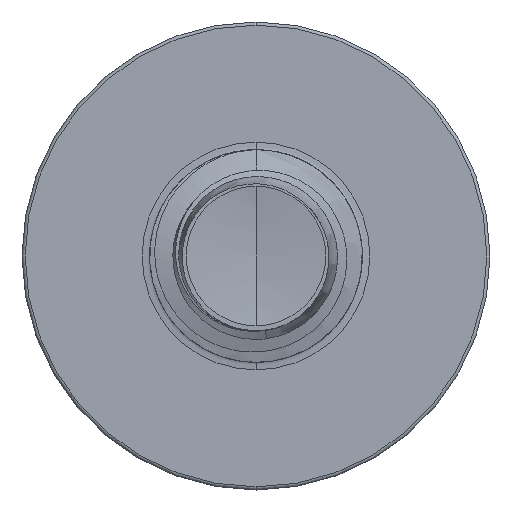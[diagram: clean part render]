
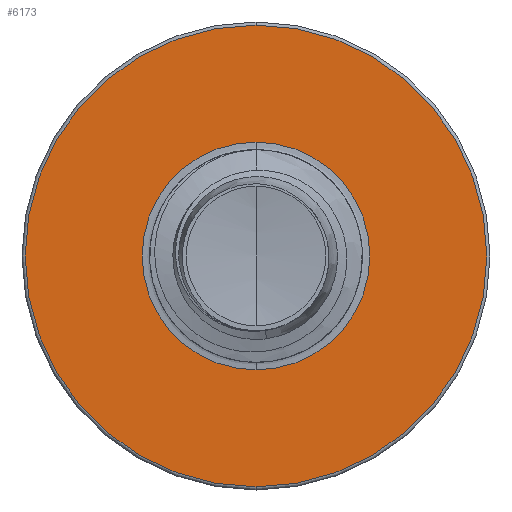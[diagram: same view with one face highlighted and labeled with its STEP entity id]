
A CAD part, front view. The second image highlights one B-rep face of the part: STEP entity #6173.
In plain terms, the highlighted planar face has unit normal (0, -1, 0).
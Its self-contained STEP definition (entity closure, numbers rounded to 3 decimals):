
#89 = CARTESIAN_POINT ( 'NONE',  ( 0., 16., 5.425 ) ) ;
#606 = ORIENTED_EDGE ( 'NONE', *, *, #27383, .T. ) ;
#2297 = CARTESIAN_POINT ( 'NONE',  ( 0., 16., 0. ) ) ;
#2770 = CARTESIAN_POINT ( 'NONE',  ( 0., 16., 0. ) ) ;
#5180 = DIRECTION ( 'NONE',  ( 0., 0., 1. ) ) ;
#5649 = DIRECTION ( 'NONE',  ( 0., 0., 1. ) ) ;
#6173 = ADVANCED_FACE ( 'NONE', ( #26193, #10885 ), #16285, .F. ) ;
#6405 = CARTESIAN_POINT ( 'NONE',  ( 0., 16., 0. ) ) ;
#6632 = CIRCLE ( 'NONE', #18369, 2.677 ) ;
#6746 = EDGE_CURVE ( 'NONE', #14656, #20575, #16737, .T. ) ;
#7462 = CARTESIAN_POINT ( 'NONE',  ( 0., 16., -2.677 ) ) ;
#8368 = ORIENTED_EDGE ( 'NONE', *, *, #31448, .T. ) ;
#8596 = EDGE_CURVE ( 'NONE', #20575, #14656, #15365, .T. ) ;
#9330 = DIRECTION ( 'NONE',  ( 0., 0., 1. ) ) ;
#10019 = EDGE_LOOP ( 'NONE', ( #606, #8368 ) ) ;
#10885 = FACE_BOUND ( 'NONE', #10019, .T. ) ;
#11130 = ORIENTED_EDGE ( 'NONE', *, *, #8596, .F. ) ;
#13463 = CIRCLE ( 'NONE', #17379, 2.677 ) ;
#14306 = CARTESIAN_POINT ( 'NONE',  ( 0., 16., 0. ) ) ;
#14622 = VERTEX_POINT ( 'NONE', #35023 ) ;
#14656 = VERTEX_POINT ( 'NONE', #89 ) ;
#15365 = CIRCLE ( 'NONE', #23064, 5.425 ) ;
#16093 = AXIS2_PLACEMENT_3D ( 'NONE', #2770, #22910, #5649 ) ;
#16285 = PLANE ( 'NONE',  #34125 ) ;
#16737 = CIRCLE ( 'NONE', #16093, 5.425 ) ;
#17192 = DIRECTION ( 'NONE',  ( 0., 0., 1. ) ) ;
#17379 = AXIS2_PLACEMENT_3D ( 'NONE', #6405, #26562, #9330 ) ;
#18369 = AXIS2_PLACEMENT_3D ( 'NONE', #2297, #22427, #5180 ) ;
#19167 = DIRECTION ( 'NONE',  ( 0., 0., 1. ) ) ;
#20575 = VERTEX_POINT ( 'NONE', #24626 ) ;
#20769 = CARTESIAN_POINT ( 'NONE',  ( 0., 16., 2.677 ) ) ;
#22427 = DIRECTION ( 'NONE',  ( 0., 1., 0. ) ) ;
#22910 = DIRECTION ( 'NONE',  ( 0., 1., 0. ) ) ;
#23064 = AXIS2_PLACEMENT_3D ( 'NONE', #14306, #34415, #17192 ) ;
#24626 = CARTESIAN_POINT ( 'NONE',  ( 0., 16., -5.425 ) ) ;
#26193 = FACE_OUTER_BOUND ( 'NONE', #28530, .T. ) ;
#26562 = DIRECTION ( 'NONE',  ( 0., 1., 0. ) ) ;
#27383 = EDGE_CURVE ( 'NONE', #27588, #14622, #13463, .T. ) ;
#27588 = VERTEX_POINT ( 'NONE', #20769 ) ;
#28530 = EDGE_LOOP ( 'NONE', ( #32615, #11130 ) ) ;
#31448 = EDGE_CURVE ( 'NONE', #14622, #27588, #6632, .T. ) ;
#32615 = ORIENTED_EDGE ( 'NONE', *, *, #6746, .F. ) ;
#34125 = AXIS2_PLACEMENT_3D ( 'NONE', #7462, #36384, #19167 ) ;
#34415 = DIRECTION ( 'NONE',  ( 0., 1., 0. ) ) ;
#35023 = CARTESIAN_POINT ( 'NONE',  ( 0., 16., -2.677 ) ) ;
#36384 = DIRECTION ( 'NONE',  ( 0., 1., 0. ) ) ;
